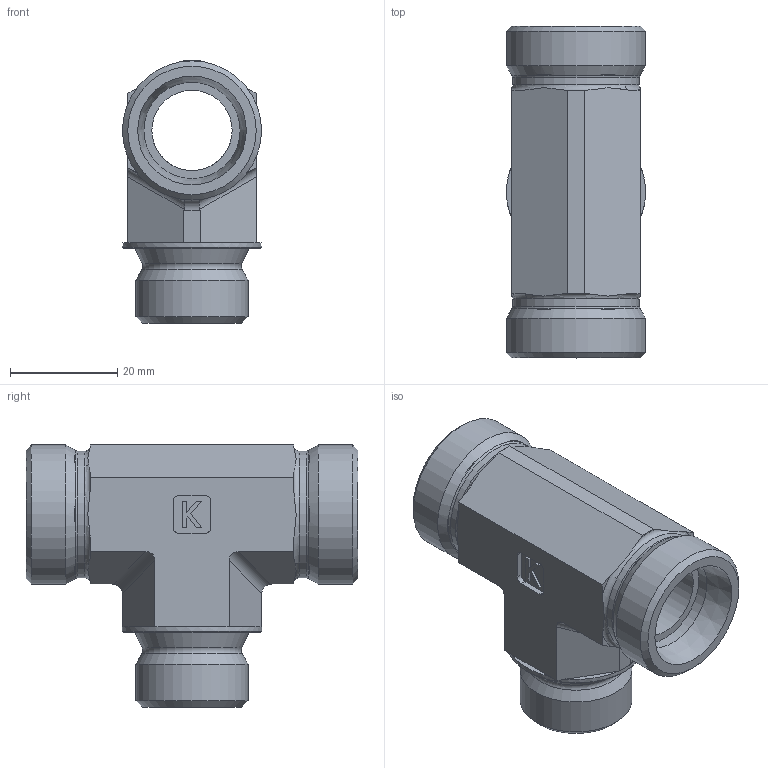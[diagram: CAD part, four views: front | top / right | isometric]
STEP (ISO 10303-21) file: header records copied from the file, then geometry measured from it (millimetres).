
FILE_DESCRIPTION((''),'2;1');
FILE_NAME('281184826.stp','2014-10-31T14:33:18',(''),('KNOMI spol. s r. o.'),'Autodesk Inventor 2012','Autodesk Inventor 2012','');
FILE_SCHEMA(('AUTOMOTIVE_DESIGN { 1 2 10303 214 0 1 1 1 }'));
Length unit declared in the file: millimetre
Products named in the file (1): THR2 18LR G1/2/M26
Bounding box: 26 x 62 x 49 mm (x, y, z)
Volume: 24037.6 mm3; surface area: 11681.2 mm2
Topology: 1 solids, 1 shells, 129 faces, 305 edges, 195 vertices
Faces by surface type: plane 93, cylinder 20, cone 11, torus 5
Full cylindrical faces by diameter (mm): 14 x1, 15 x1, 18 x2, 20.955 x1, 23.7 x2, 26 x3
Entity records: 3608 total; most frequent: CARTESIAN_POINT 761, DIRECTION 596, ORIENTED_EDGE 534, EDGE_CURVE 267, AXIS2_PLACEMENT_3D 224, VERTEX_POINT 183, EDGE_LOOP 176, VECTOR 148
